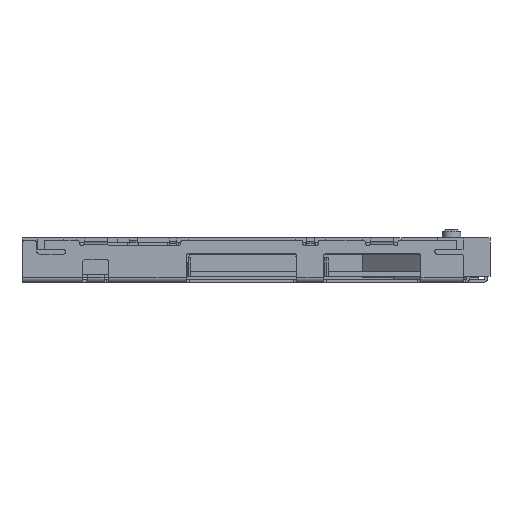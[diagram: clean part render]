
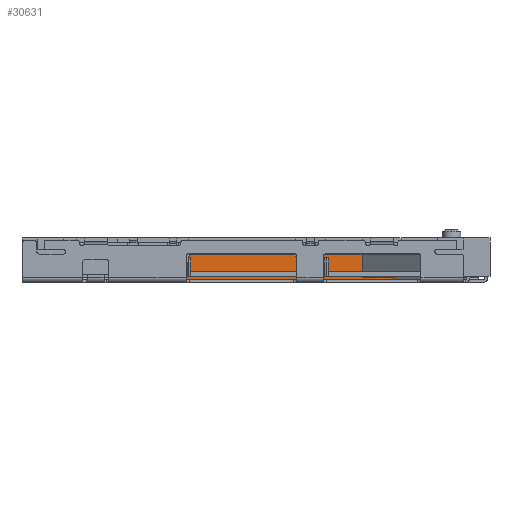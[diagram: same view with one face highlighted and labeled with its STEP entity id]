
A CAD part, left-side view. The second image highlights one B-rep face of the part: STEP entity #30631.
In plain terms, the highlighted planar face has unit normal (-1, 0, 0).
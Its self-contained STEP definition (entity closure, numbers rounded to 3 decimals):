
#301 = CARTESIAN_POINT ( 'NONE',  ( 7.6, 0.521, -18.4 ) ) ;
#310 = EDGE_CURVE ( 'NONE', #22632, #10286, #13135, .T. ) ;
#311 = VECTOR ( 'NONE', #29284, 1000. ) ;
#1211 = VERTEX_POINT ( 'NONE', #21486 ) ;
#1255 = LINE ( 'NONE', #25263, #19745 ) ;
#1446 = EDGE_CURVE ( 'NONE', #22313, #23485, #1255, .T. ) ;
#1837 = EDGE_CURVE ( 'NONE', #8393, #34484, #10818, .T. ) ;
#2293 = EDGE_CURVE ( 'NONE', #1211, #14080, #26908, .T. ) ;
#2451 = CARTESIAN_POINT ( 'NONE',  ( 7.6, 6.321, -16.65 ) ) ;
#2888 = DIRECTION ( 'NONE',  ( 0., 0., -1. ) ) ;
#3370 = ORIENTED_EDGE ( 'NONE', *, *, #4281, .F. ) ;
#4281 = EDGE_CURVE ( 'NONE', #23485, #8393, #20773, .T. ) ;
#4391 = VECTOR ( 'NONE', #34194, 1000. ) ;
#4544 = VECTOR ( 'NONE', #5076, 1000. ) ;
#5076 = DIRECTION ( 'NONE',  ( 0., 0., -1. ) ) ;
#5127 = ORIENTED_EDGE ( 'NONE', *, *, #17966, .T. ) ;
#5759 = DIRECTION ( 'NONE',  ( 0., -1., 0. ) ) ;
#6644 = VERTEX_POINT ( 'NONE', #11170 ) ;
#6737 = ORIENTED_EDGE ( 'NONE', *, *, #13676, .F. ) ;
#7070 = CARTESIAN_POINT ( 'NONE',  ( 7.6, 5.821, -18.3 ) ) ;
#7274 = VECTOR ( 'NONE', #15234, 1000. ) ;
#8393 = VERTEX_POINT ( 'NONE', #33573 ) ;
#8599 = DIRECTION ( 'NONE',  ( 0., 0., -1. ) ) ;
#9885 = CARTESIAN_POINT ( 'NONE',  ( 7.6, 12.621, -18.4 ) ) ;
#10286 = VERTEX_POINT ( 'NONE', #31446 ) ;
#10631 = EDGE_CURVE ( 'NONE', #11711, #14080, #26211, .T. ) ;
#10818 = LINE ( 'NONE', #21108, #4544 ) ;
#11085 = CARTESIAN_POINT ( 'NONE',  ( 7.6, 22.021, -18.4 ) ) ;
#11170 = CARTESIAN_POINT ( 'NONE',  ( 7.6, 21.721, -16.7 ) ) ;
#11365 = CARTESIAN_POINT ( 'NONE',  ( 7.6, 21.721, -18.3 ) ) ;
#11711 = VERTEX_POINT ( 'NONE', #25110 ) ;
#11754 = EDGE_CURVE ( 'NONE', #11711, #6644, #23973, .T. ) ;
#12522 = LINE ( 'NONE', #11085, #33209 ) ;
#13135 = LINE ( 'NONE', #18988, #21236 ) ;
#13676 = EDGE_CURVE ( 'NONE', #22632, #22313, #18692, .T. ) ;
#14080 = VERTEX_POINT ( 'NONE', #9885 ) ;
#15227 = DIRECTION ( 'NONE',  ( 0., 0., -1. ) ) ;
#15234 = DIRECTION ( 'NONE',  ( 0., -1., 0. ) ) ;
#15455 = DIRECTION ( 'NONE',  ( 1., 0., 0. ) ) ;
#17464 = EDGE_CURVE ( 'NONE', #6644, #10286, #18940, .T. ) ;
#17966 = EDGE_CURVE ( 'NONE', #1211, #34484, #12522, .T. ) ;
#18038 = CARTESIAN_POINT ( 'NONE',  ( 7.6, 22.021, -18.3 ) ) ;
#18692 = LINE ( 'NONE', #19957, #4391 ) ;
#18830 = VECTOR ( 'NONE', #22733, 1000. ) ;
#18832 = ORIENTED_EDGE ( 'NONE', *, *, #2293, .F. ) ;
#18940 = LINE ( 'NONE', #25008, #27860 ) ;
#18988 = CARTESIAN_POINT ( 'NONE',  ( 7.6, 6.321, -16.7 ) ) ;
#19511 = CARTESIAN_POINT ( 'NONE',  ( 7.6, 22.021, -18.4 ) ) ;
#19639 = FACE_OUTER_BOUND ( 'NONE', #32704, .T. ) ;
#19745 = VECTOR ( 'NONE', #8599, 1000. ) ;
#19957 = CARTESIAN_POINT ( 'NONE',  ( 7.6, 22.021, -16.65 ) ) ;
#20139 = AXIS2_PLACEMENT_3D ( 'NONE', #18038, #15455, #15227 ) ;
#20773 = LINE ( 'NONE', #28729, #7274 ) ;
#21108 = CARTESIAN_POINT ( 'NONE',  ( 7.6, 0.521, -18.3 ) ) ;
#21168 = ORIENTED_EDGE ( 'NONE', *, *, #17464, .F. ) ;
#21236 = VECTOR ( 'NONE', #2888, 1000. ) ;
#21486 = CARTESIAN_POINT ( 'NONE',  ( 7.6, 10.221, -18.4 ) ) ;
#22313 = VERTEX_POINT ( 'NONE', #26401 ) ;
#22632 = VERTEX_POINT ( 'NONE', #2451 ) ;
#22733 = DIRECTION ( 'NONE',  ( 0., 0., 1. ) ) ;
#23485 = VERTEX_POINT ( 'NONE', #7070 ) ;
#23908 = ORIENTED_EDGE ( 'NONE', *, *, #310, .T. ) ;
#23973 = LINE ( 'NONE', #11365, #18830 ) ;
#24112 = ORIENTED_EDGE ( 'NONE', *, *, #1837, .F. ) ;
#24187 = CARTESIAN_POINT ( 'NONE',  ( 7.6, 11.121, -18.4 ) ) ;
#25008 = CARTESIAN_POINT ( 'NONE',  ( 7.6, 22.021, -16.7 ) ) ;
#25110 = CARTESIAN_POINT ( 'NONE',  ( 7.6, 21.721, -18.4 ) ) ;
#25135 = ORIENTED_EDGE ( 'NONE', *, *, #11754, .F. ) ;
#25263 = CARTESIAN_POINT ( 'NONE',  ( 7.6, 5.821, -18.3 ) ) ;
#26211 = LINE ( 'NONE', #19511, #26643 ) ;
#26220 = ORIENTED_EDGE ( 'NONE', *, *, #10631, .T. ) ;
#26401 = CARTESIAN_POINT ( 'NONE',  ( 7.6, 5.821, -16.65 ) ) ;
#26643 = VECTOR ( 'NONE', #5759, 1000. ) ;
#26908 = LINE ( 'NONE', #24187, #311 ) ;
#27085 = DIRECTION ( 'NONE',  ( 0., -1., 0. ) ) ;
#27512 = ORIENTED_EDGE ( 'NONE', *, *, #1446, .F. ) ;
#27603 = DIRECTION ( 'NONE',  ( 0., -1., 0. ) ) ;
#27860 = VECTOR ( 'NONE', #27603, 1000. ) ;
#28729 = CARTESIAN_POINT ( 'NONE',  ( 7.6, 22.021, -18.3 ) ) ;
#29284 = DIRECTION ( 'NONE',  ( 0., 1., 0. ) ) ;
#30631 = ADVANCED_FACE ( 'NONE', ( #19639 ), #30806, .F. ) ;
#30806 = PLANE ( 'NONE',  #20139 ) ;
#31446 = CARTESIAN_POINT ( 'NONE',  ( 7.6, 6.321, -16.7 ) ) ;
#32704 = EDGE_LOOP ( 'NONE', ( #18832, #5127, #24112, #3370, #27512, #6737, #23908, #21168, #25135, #26220 ) ) ;
#33209 = VECTOR ( 'NONE', #27085, 1000. ) ;
#33573 = CARTESIAN_POINT ( 'NONE',  ( 7.6, 0.521, -18.3 ) ) ;
#34194 = DIRECTION ( 'NONE',  ( 0., -1., 0. ) ) ;
#34484 = VERTEX_POINT ( 'NONE', #301 ) ;
